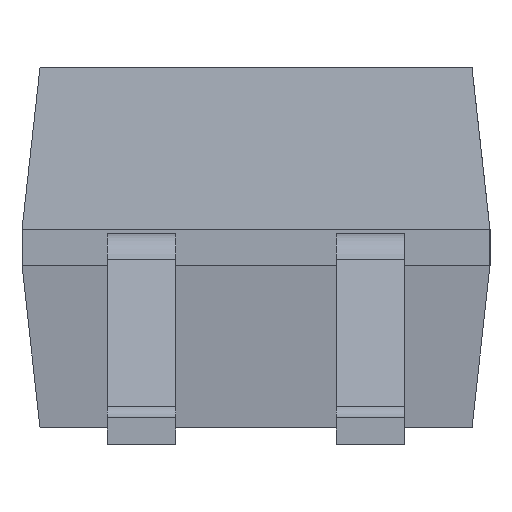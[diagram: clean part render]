
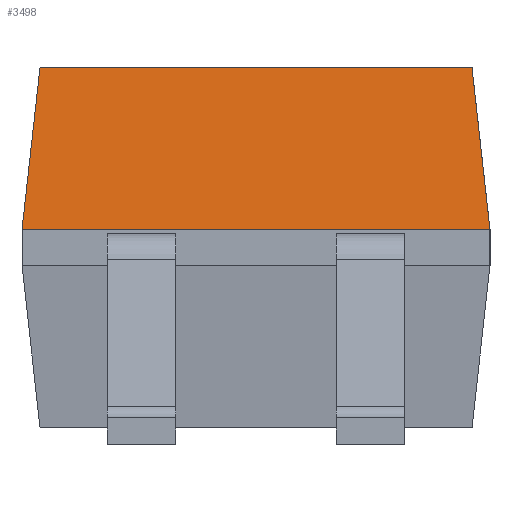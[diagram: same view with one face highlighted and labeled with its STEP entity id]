
A CAD part, left-side view. The second image highlights one B-rep face of the part: STEP entity #3498.
In plain terms, the highlighted planar face has unit normal (-0.994, 0, 0.11).
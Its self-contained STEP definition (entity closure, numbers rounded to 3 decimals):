
#1241 = EDGE_CURVE('',#1242,#1244,#1246,.T.);
#1242 = VERTEX_POINT('',#1243);
#1243 = CARTESIAN_POINT('',(-2.175,1.2,2.095));
#1244 = VERTEX_POINT('',#1245);
#1245 = CARTESIAN_POINT('',(-2.175,-1.2,2.095));
#1246 = LINE('',#1247,#1248);
#1247 = CARTESIAN_POINT('',(-2.175,1.3,2.095));
#1248 = VECTOR('',#1249,1.);
#1249 = DIRECTION('',(0.,-1.,0.));
#3187 = VERTEX_POINT('',#3188);
#3188 = CARTESIAN_POINT('',(-2.275,1.3,1.195));
#3203 = VERTEX_POINT('',#3204);
#3204 = CARTESIAN_POINT('',(-2.275,-1.3,1.195));
#3210 = EDGE_CURVE('',#3203,#3187,#3211,.T.);
#3211 = LINE('',#3212,#3213);
#3212 = CARTESIAN_POINT('',(-2.275,-1.3,1.195));
#3213 = VECTOR('',#3214,1.);
#3214 = DIRECTION('',(0.,1.,0.));
#3487 = EDGE_CURVE('',#1242,#3187,#3488,.T.);
#3488 = LINE('',#3489,#3490);
#3489 = CARTESIAN_POINT('',(-2.121,1.146,
    2.578));
#3490 = VECTOR('',#3491,1.);
#3491 = DIRECTION('',(-0.11,0.11,-0.988));
#3498 = ADVANCED_FACE('',(#3499),#3510,.F.);
#3499 = FACE_BOUND('',#3500,.T.);
#3500 = EDGE_LOOP('',(#3501,#3502,#3503,#3509));
#3501 = ORIENTED_EDGE('',*,*,#3487,.T.);
#3502 = ORIENTED_EDGE('',*,*,#3210,.F.);
#3503 = ORIENTED_EDGE('',*,*,#3504,.F.);
#3504 = EDGE_CURVE('',#1244,#3203,#3505,.T.);
#3505 = LINE('',#3506,#3507);
#3506 = CARTESIAN_POINT('',(-2.145,-1.17,
    2.366));
#3507 = VECTOR('',#3508,1.);
#3508 = DIRECTION('',(-0.11,-0.11,-0.988));
#3509 = ORIENTED_EDGE('',*,*,#1241,.F.);
#3510 = PLANE('',#3511);
#3511 = AXIS2_PLACEMENT_3D('',#3512,#3513,#3514);
#3512 = CARTESIAN_POINT('',(-2.175,1.3,2.095));
#3513 = DIRECTION('',(0.994,0.,-0.11
    ));
#3514 = DIRECTION('',(-0.11,0.,-0.994
    ));
